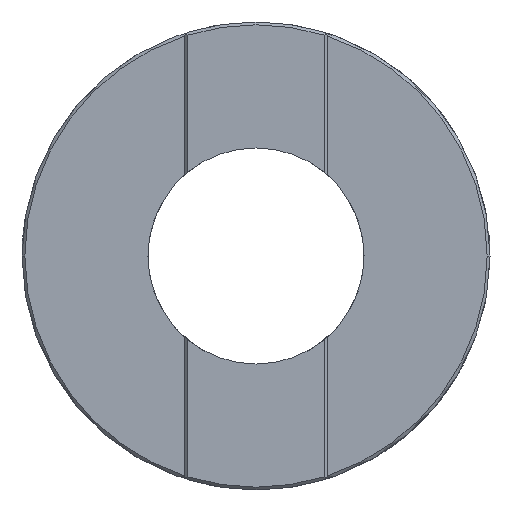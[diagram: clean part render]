
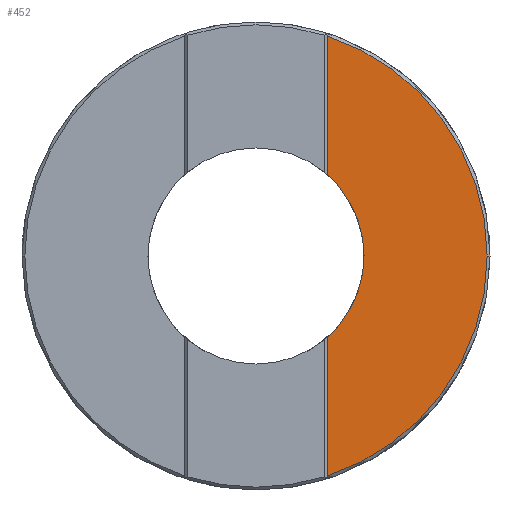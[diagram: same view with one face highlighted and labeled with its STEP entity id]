
A CAD part, left-side view. The second image highlights one B-rep face of the part: STEP entity #452.
In plain terms, the highlighted planar face has unit normal (-1, 0, 0).
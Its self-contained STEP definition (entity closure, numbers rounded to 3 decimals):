
#1 = AXIS2_PLACEMENT_3D ( 'NONE', #1090, #1095, #1301 ) ;
#51 = AXIS2_PLACEMENT_3D ( 'NONE', #876, #877, #880 ) ;
#96 = AXIS2_PLACEMENT_3D ( 'NONE', #1690, #1692, #1695 ) ;
#136 = AXIS2_PLACEMENT_3D ( 'NONE', #745, #751, #754 ) ;
#224 = CARTESIAN_POINT ( 'NONE',  ( 32.994, -6.261, 7.145 ) ) ;
#438 = CARTESIAN_POINT ( 'NONE',  ( 32.994, -6.261, 19.331 ) ) ;
#452 = ADVANCED_FACE ( 'NONE', ( #1845 ), #750, .T. ) ;
#494 = EDGE_CURVE ( 'NONE', #1647, #1211, #1801, .T. ) ;
#673 = EDGE_CURVE ( 'NONE', #1387, #1164, #1757, .T. ) ;
#704 = ORIENTED_EDGE ( 'NONE', *, *, #787, .F. ) ;
#708 = ORIENTED_EDGE ( 'NONE', *, *, #494, .F. ) ;
#710 = ORIENTED_EDGE ( 'NONE', *, *, #770, .F. ) ;
#712 = ORIENTED_EDGE ( 'NONE', *, *, #673, .T. ) ;
#728 = ORIENTED_EDGE ( 'NONE', *, *, #792, .T. ) ;
#745 = CARTESIAN_POINT ( 'NONE',  ( 32.994, 0., 0. ) ) ;
#750 = PLANE ( 'NONE',  #136 ) ;
#751 = DIRECTION ( 'NONE',  ( -1., 0., 0. ) ) ;
#754 = DIRECTION ( 'NONE',  ( 0., -1., 0. ) ) ;
#770 = EDGE_CURVE ( 'NONE', #1387, #1647, #1684, .T. ) ;
#787 = EDGE_CURVE ( 'NONE', #1211, #1088, #1670, .T. ) ;
#792 = EDGE_CURVE ( 'NONE', #1164, #1088, #1651, .T. ) ;
#876 = CARTESIAN_POINT ( 'NONE',  ( 32.994, 0., 0. ) ) ;
#877 = DIRECTION ( 'NONE',  ( -1., 0., 0. ) ) ;
#880 = DIRECTION ( 'NONE',  ( 0., -1., 0. ) ) ;
#1051 = CARTESIAN_POINT ( 'NONE',  ( 32.994, -6.261, -19.331 ) ) ;
#1058 = DIRECTION ( 'NONE',  ( 0., 0., 1. ) ) ;
#1078 = CARTESIAN_POINT ( 'NONE',  ( 32.994, -6.261, -19.331 ) ) ;
#1080 = DIRECTION ( 'NONE',  ( 0., 0., 1. ) ) ;
#1088 = VERTEX_POINT ( 'NONE', #438 ) ;
#1090 = CARTESIAN_POINT ( 'NONE',  ( 32.994, 0., 0. ) ) ;
#1095 = DIRECTION ( 'NONE',  ( -1., 0., 0. ) ) ;
#1164 = VERTEX_POINT ( 'NONE', #1426 ) ;
#1211 = VERTEX_POINT ( 'NONE', #224 ) ;
#1301 = DIRECTION ( 'NONE',  ( 0., -1., 0. ) ) ;
#1387 = VERTEX_POINT ( 'NONE', #1835 ) ;
#1426 = CARTESIAN_POINT ( 'NONE',  ( 32.994, -20.32, 0. ) ) ;
#1521 = CARTESIAN_POINT ( 'NONE',  ( 32.994, -6.261, -7.145 ) ) ;
#1647 = VERTEX_POINT ( 'NONE', #1521 ) ;
#1651 = CIRCLE ( 'NONE', #1, 20.32 ) ;
#1670 = LINE ( 'NONE', #1078, #1674 ) ;
#1674 = VECTOR ( 'NONE', #1080, 1000. ) ;
#1684 = LINE ( 'NONE', #1051, #1701 ) ;
#1690 = CARTESIAN_POINT ( 'NONE',  ( 32.994, 0., 0. ) ) ;
#1692 = DIRECTION ( 'NONE',  ( -1., 0., 0. ) ) ;
#1695 = DIRECTION ( 'NONE',  ( 0., 1., 0. ) ) ;
#1701 = VECTOR ( 'NONE', #1058, 1000. ) ;
#1757 = CIRCLE ( 'NONE', #51, 20.32 ) ;
#1767 = EDGE_LOOP ( 'NONE', ( #704, #708, #710, #712, #728 ) ) ;
#1801 = CIRCLE ( 'NONE', #96, 9.5 ) ;
#1835 = CARTESIAN_POINT ( 'NONE',  ( 32.994, -6.261, -19.331 ) ) ;
#1845 = FACE_OUTER_BOUND ( 'NONE', #1767, .T. ) ;
